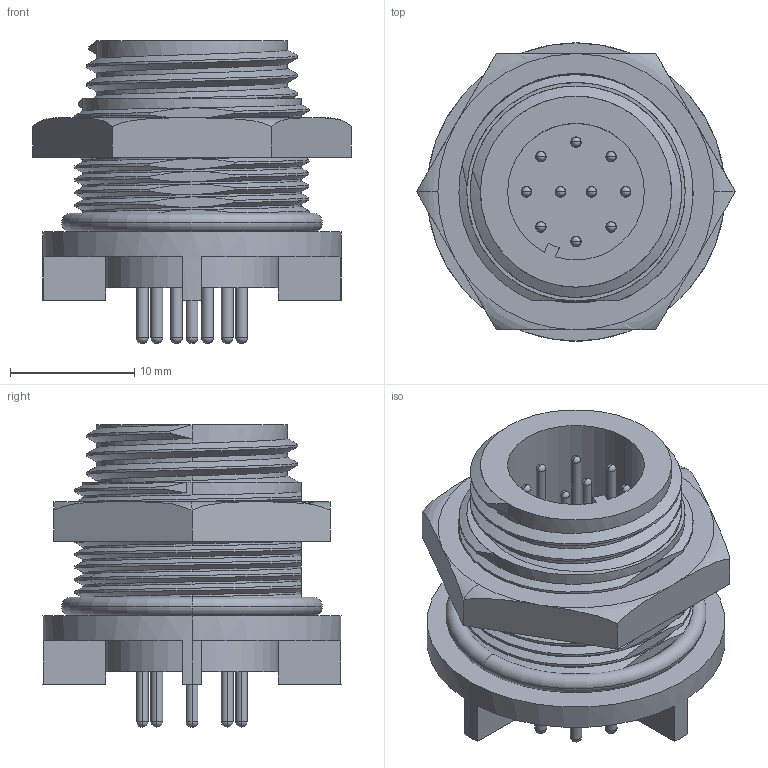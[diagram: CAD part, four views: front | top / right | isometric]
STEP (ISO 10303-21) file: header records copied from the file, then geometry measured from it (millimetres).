
FILE_DESCRIPTION(('STEP AP214'),'1');
FILE_NAME('px0413-10p-pc.stp','2019-02-14T09:34:34',('TraceParts'),('TraceParts S.A.'),'Spatial InterOp 3D',' ',' ');
FILE_SCHEMA(('automotive_design'));
Length unit declared in the file: millimetre
Products named in the file (14): px0413-10p-pc_1; px0413-10p-pc_2; px0413-10p-pc_3; px0413-10p-pc_4; px0413-10p-pc_5; px0413-10p-pc_6; px0413-10p-pc_7; px0413-10p-pc_8; px0413-10p-pc_9; px0413-10p-pc_10; px0413-10p-pc_11; px0413-10p-pc_12; px0413-10p-pc_13; px0413-10p-pc_14
Bounding box: 25.66 x 24 x 24.38 mm (x, y, z)
Volume: 4596 mm3; surface area: 6140.1 mm2
Topology: 14 solids, 14 shells, 1226 faces, 3208 edges, 2049 vertices
Faces by surface type: plane 670, cylinder 279, cone 160, bspline 53, sphere 40, torus 24
Entity records: 46798 total; most frequent: CARTESIAN_POINT 16730, ORIENTED_EDGE 6336, DIRECTION 6028, EDGE_CURVE 3168, AXIS2_PLACEMENT_3D 2073, VERTEX_POINT 2049, LINE 1882, VECTOR 1882
